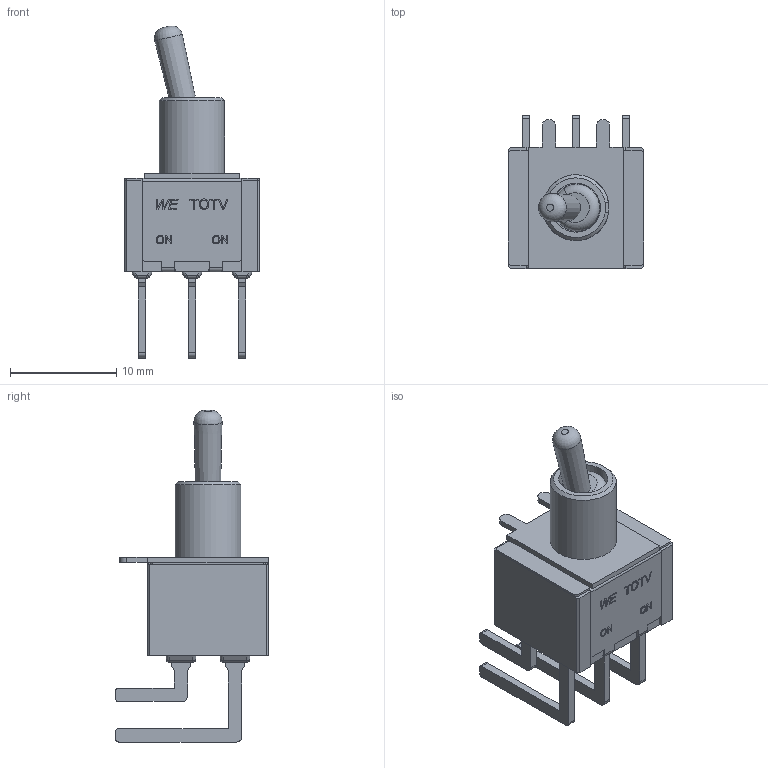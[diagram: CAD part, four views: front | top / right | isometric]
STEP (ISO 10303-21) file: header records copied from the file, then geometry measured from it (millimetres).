
FILE_DESCRIPTION(/* description */ ('Unknown'),/* implementation_level */ '2;1');
FILE_NAME(/* name */ '472131020421',/* time_stamp */ '2023-01-03T14:20:33+01:00',/* author */ ('Unknown'),/* organization */ ('Unknown'),/* preprocessor_version */ 'ST-DEVELOPER v16.7',/* originating_system */ 'Solid Edge',/* authorisation */ 'Unknown');
FILE_SCHEMA (('AUTOMOTIVE_DESIGN {1 0 10303 214 3 1 1}'));
Length unit declared in the file: millimetre
Products named in the file (8): 472121020311; Base; Shielding; Switch; Pin; Glue; Pin2; Shielding2
Assembly tree (16 placements, depth 2):
  472121020311
    Base
    Shielding
    Switch
    Pin  x3
    Glue  x6
    Pin2  x3
    Shielding2
Bounding box: 12.7 x 14.41 x 31.21 mm (x, y, z)
Volume: 1565.9 mm3; surface area: 2306.9 mm2
Topology: 16 solids, 16 shells, 516 faces, 1318 edges, 835 vertices
Faces by surface type: plane 357, cylinder 98, bspline 32, sphere 24, torus 3, cone 2
Full cylindrical faces by diameter (mm): 4.4 x1, 4.6 x1, 6.2 x1
Entity records: 13318 total; most frequent: CARTESIAN_POINT 3593, ORIENTED_EDGE 1762, DIRECTION 1407, EDGE_CURVE 881, VERTEX_POINT 588, LINE 543, VECTOR 543, AXIS2_PLACEMENT_3D 432
